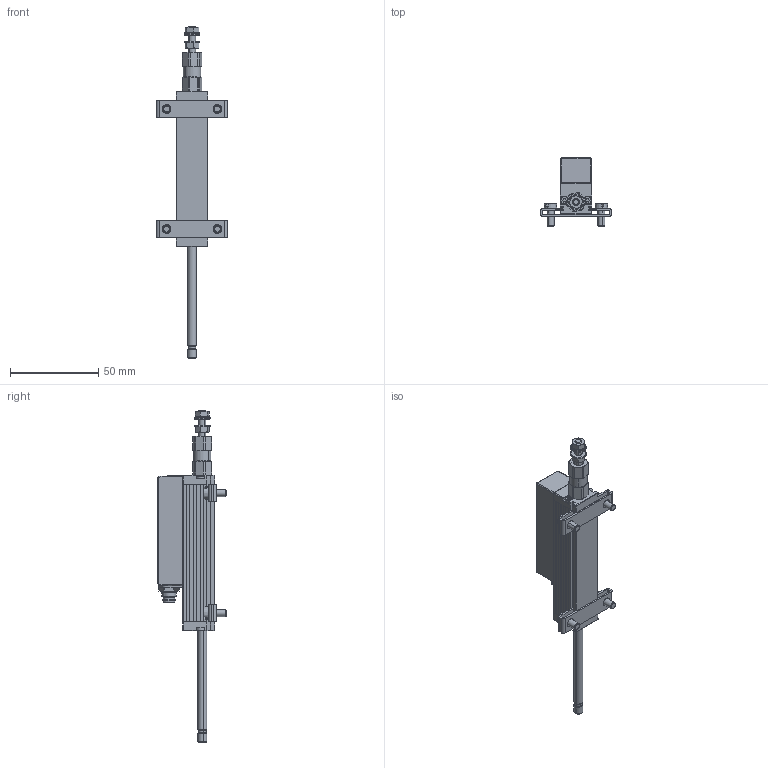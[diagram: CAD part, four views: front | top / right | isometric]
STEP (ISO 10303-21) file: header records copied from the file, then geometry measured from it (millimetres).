
FILE_DESCRIPTION (( 'STEP AP214' ), '1' );
FILE_NAME ('LS1-0050-001-plug-retract.step', '2012-06-15T06:29:36', ( 'dummy' ), ( '' ), 'SwSTEP 2.0', 'SolidWorks 2011', '' );
FILE_SCHEMA (( 'AUTOMOTIVE_DESIGN' ));
Length unit declared in the file: millimetre
Products named in the file (1): LS1-0050-001-plug-retract
Bounding box: 40.19 x 38.78 x 188 mm (x, y, z)
Surface area: 19224.8 mm2 (no closed solid volume)
Topology: 0 solids, 66 shells, 623 faces, 2566 edges, 1970 vertices
Faces by surface type: plane 289, cylinder 209, cone 88, torus 20, sphere 10, bspline 7
Entity records: 38490 total; most frequent: CARTESIAN_POINT 11491, DIRECTION 4038, ORIENTED_EDGE 3606, EDGE_CURVE 2560, VERTEX_POINT 1970, AXIS2_PLACEMENT_3D 1362, LINE 1314, VECTOR 1314
